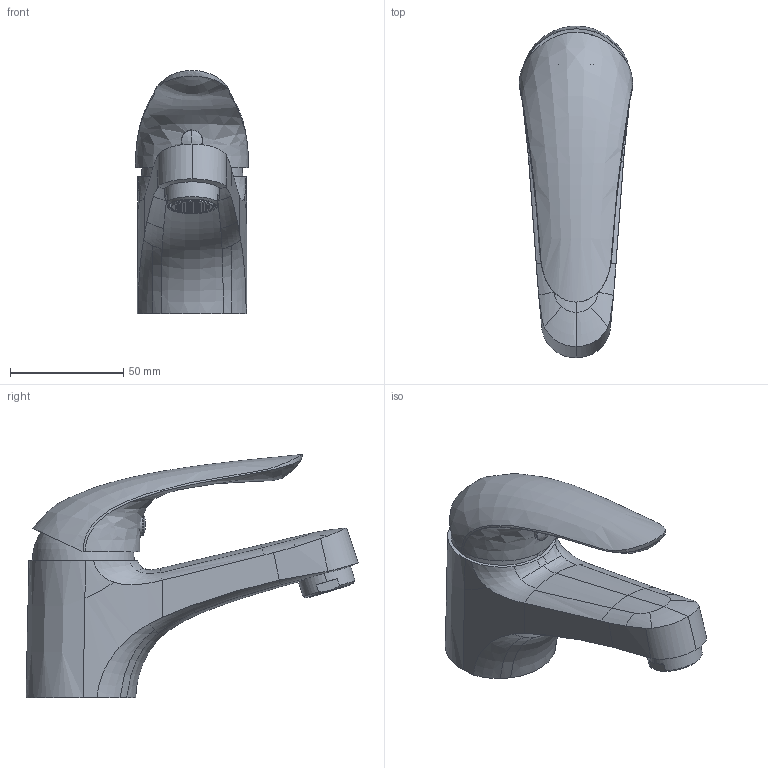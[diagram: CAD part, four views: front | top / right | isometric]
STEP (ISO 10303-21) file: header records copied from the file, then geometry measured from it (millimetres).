
FILE_DESCRIPTION(/* description */ (''),/* implementation_level */ '2;1');
FILE_NAME(/* name */ 'STEP - 125530006_12387',/* time_stamp */ '2025-07-16T08:49:04+10:00',/* author */ (''),/* organization */ (''),/* preprocessor_version */ 'ST-DEVELOPER v16.5',/* originating_system */ 'Rhino 7.37',/* authorisation */ '');
FILE_SCHEMA (('AUTOMOTIVE_DESIGN'));
Length unit declared in the file: millimetre
Products named in the file (12): Document; STP-12387(125530006)-POSH BRISTOL MK2 BASIN MIXER CP LF 4 STAR-202507
15; 103330016_ASM; 213036; 204010489901; 205021350102; 206023310726; 202012550226; 202030380701; 207010140601; 203020090701; 203010680126
Assembly tree (11 placements, depth 4):
  Document
    STP-12387(125530006)-POSH BRISTOL MK2 BASIN MIXER CP LF 4 STAR-202507
15
      103330016_ASM
        213036
        204010489901
        205021350102
        206023310726
        202012550226
        202030380701
        207010140601
        203020090701
        203010680126
Bounding box: 50 x 146.66 x 107.38 mm (x, y, z)
Volume: 141352.8 mm3; surface area: 92833.5 mm2
Topology: 9 solids, 13 shells, 1947 faces, 5741 edges, 3751 vertices
Faces by surface type: plane 985, cylinder 737, bspline 225
Entity records: 84478 total; most frequent: CARTESIAN_POINT 45682, ORIENTED_EDGE 11454, EDGE_CURVE 5735, B_SPLINE_CURVE_WITH_KNOTS 4874, VERTEX_POINT 3751, EDGE_LOOP 2690, ADVANCED_FACE 1947, FACE_OUTER_BOUND 1947
